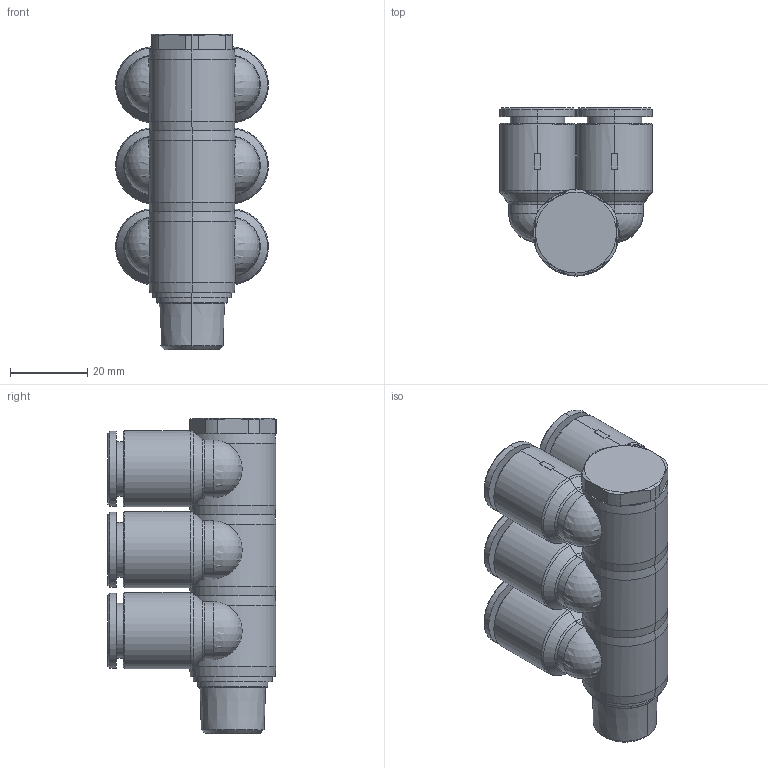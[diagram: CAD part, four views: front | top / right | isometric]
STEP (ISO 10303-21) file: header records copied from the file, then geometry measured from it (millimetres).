
FILE_DESCRIPTION((''),'2;1');
FILE_NAME('GPA_1203(3)(3D).stp','2012-12-17T14:41:40',(''),(''),'Mechanical Desktop.R8.0.24.0','Mechanical Desktop.R8.0.24.0',', , ');
FILE_SCHEMA(('CONFIG_CONTROL_DESIGN'));
Length unit declared in the file: millimetre
Products named in the file (2): GPA_1203(3)(3D); 睡ヶ1
Assembly tree (1 placements, depth 2):
  GPA_1203(3)(3D)
    睡ヶ1
Bounding box: 39.7 x 43.65 x 81.8 mm (x, y, z)
Volume: 57498.2 mm3; surface area: 23810.2 mm2
Topology: 1 solids, 1 shells, 2350 faces, 6667 edges, 4387 vertices
Faces by surface type: plane 2078, cylinder 98, cone 96, bspline 48, torus 18, sphere 12
Entity records: 76340 total; most frequent: CARTESIAN_POINT 15420, ORIENTED_EDGE 13306, DIRECTION 11483, EDGE_CURVE 6653, VECTOR 6107, LINE 6107, VERTEX_POINT 4387, AXIS2_PLACEMENT_3D 2688
